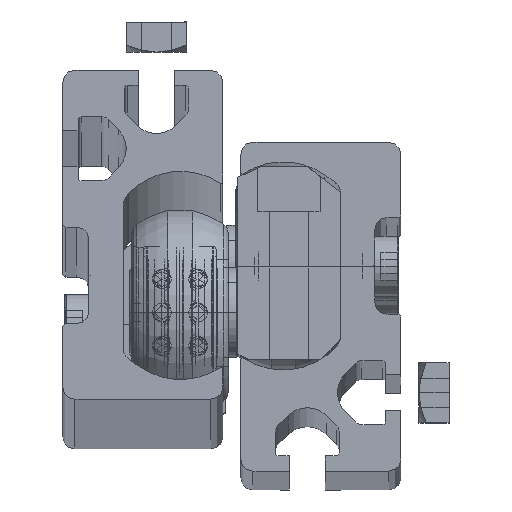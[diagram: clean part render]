
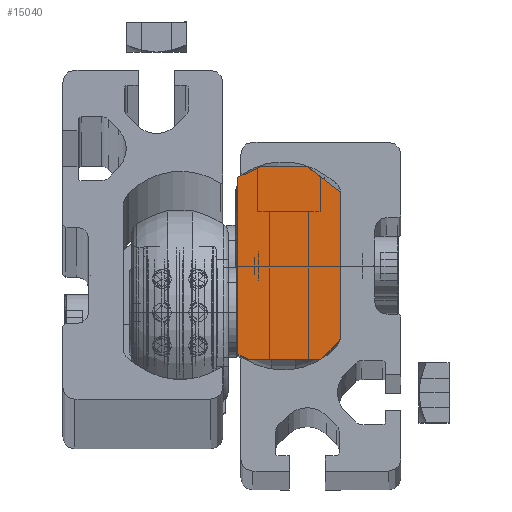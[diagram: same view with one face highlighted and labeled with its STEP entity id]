
A CAD part, top view. The second image highlights one B-rep face of the part: STEP entity #15040.
In plain terms, the highlighted face is planar.
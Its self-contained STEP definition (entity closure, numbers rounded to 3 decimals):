
#682 = VERTEX_POINT ( 'NONE', #1702 ) ;
#702 = CARTESIAN_POINT ( 'NONE',  ( -19., -15.5, -6.7 ) ) ;
#1086 = ORIENTED_EDGE ( 'NONE', *, *, #8313, .T. ) ;
#1231 = EDGE_LOOP ( 'NONE', ( #8954, #7344, #4112, #1086, #4543, #17939, #17866, #8931 ) ) ;
#1355 = EDGE_CURVE ( 'NONE', #682, #8514, #7755, .T. ) ;
#1501 = CARTESIAN_POINT ( 'NONE',  ( -19., -12.2, 8.5 ) ) ;
#1702 = CARTESIAN_POINT ( 'NONE',  ( -19., -15.5, 5.2 ) ) ;
#1759 = VERTEX_POINT ( 'NONE', #17709 ) ;
#1893 = EDGE_CURVE ( 'NONE', #4210, #9492, #10228, .T. ) ;
#2009 = CARTESIAN_POINT ( 'NONE',  ( -19., -12.2, 8.5 ) ) ;
#2318 = DIRECTION ( 'NONE',  ( 0., 0.616, -0.788 ) ) ;
#3041 = VECTOR ( 'NONE', #2318, 1000. ) ;
#3348 = VECTOR ( 'NONE', #10929, 1000. ) ;
#4112 = ORIENTED_EDGE ( 'NONE', *, *, #14174, .T. ) ;
#4175 = VECTOR ( 'NONE', #18875, 1000. ) ;
#4210 = VERTEX_POINT ( 'NONE', #9860 ) ;
#4543 = ORIENTED_EDGE ( 'NONE', *, *, #19469, .T. ) ;
#4941 = PLANE ( 'NONE',  #13988 ) ;
#5482 = VECTOR ( 'NONE', #16725, 1000. ) ;
#6190 = CARTESIAN_POINT ( 'NONE',  ( -19., -15.5, 5.2 ) ) ;
#6213 = VECTOR ( 'NONE', #8874, 1000. ) ;
#7344 = ORIENTED_EDGE ( 'NONE', *, *, #9915, .F. ) ;
#7755 = LINE ( 'NONE', #6190, #4175 ) ;
#7875 = VECTOR ( 'NONE', #15988, 1000. ) ;
#7897 = LINE ( 'NONE', #17257, #3348 ) ;
#8252 = LINE ( 'NONE', #2009, #19785 ) ;
#8274 = DIRECTION ( 'NONE',  ( 0., 0., 1. ) ) ;
#8313 = EDGE_CURVE ( 'NONE', #1759, #19159, #8729, .T. ) ;
#8514 = VERTEX_POINT ( 'NONE', #702 ) ;
#8585 = CARTESIAN_POINT ( 'NONE',  ( -19., -14.661, -8.5 ) ) ;
#8729 = LINE ( 'NONE', #10394, #5482 ) ;
#8874 = DIRECTION ( 'NONE',  ( 0., -0.423, 0.906 ) ) ;
#8931 = ORIENTED_EDGE ( 'NONE', *, *, #16047, .T. ) ;
#8954 = ORIENTED_EDGE ( 'NONE', *, *, #1893, .T. ) ;
#9417 = FACE_OUTER_BOUND ( 'NONE', #1231, .T. ) ;
#9492 = VERTEX_POINT ( 'NONE', #10808 ) ;
#9531 = CARTESIAN_POINT ( 'NONE',  ( -19., -14.661, -8.5 ) ) ;
#9645 = LINE ( 'NONE', #12447, #7875 ) ;
#9860 = CARTESIAN_POINT ( 'NONE',  ( -19., 12.203, 8.5 ) ) ;
#9915 = EDGE_CURVE ( 'NONE', #13438, #9492, #9645, .T. ) ;
#10228 = LINE ( 'NONE', #16564, #3041 ) ;
#10394 = CARTESIAN_POINT ( 'NONE',  ( -19., 14.681, -8.5 ) ) ;
#10808 = CARTESIAN_POINT ( 'NONE',  ( -19., 16.5, 3. ) ) ;
#10929 = DIRECTION ( 'NONE',  ( 0., -0.423, -0.906 ) ) ;
#12326 = DIRECTION ( 'NONE',  ( 0., 1., 0. ) ) ;
#12447 = CARTESIAN_POINT ( 'NONE',  ( -19., 16.5, -4.6 ) ) ;
#12523 = LINE ( 'NONE', #1501, #16699 ) ;
#12642 = CARTESIAN_POINT ( 'NONE',  ( -19., 1.5, 22.2 ) ) ;
#13438 = VERTEX_POINT ( 'NONE', #16805 ) ;
#13988 = AXIS2_PLACEMENT_3D ( 'NONE', #12642, #17406, #8274 ) ;
#14174 = EDGE_CURVE ( 'NONE', #13438, #1759, #7897, .T. ) ;
#15022 = CARTESIAN_POINT ( 'NONE',  ( -19., -12.2, 8.5 ) ) ;
#15040 = ADVANCED_FACE ( 'NONE', ( #9417 ), #4941, .T. ) ;
#15290 = VERTEX_POINT ( 'NONE', #15022 ) ;
#15988 = DIRECTION ( 'NONE',  ( 0., 0., 1. ) ) ;
#16047 = EDGE_CURVE ( 'NONE', #15290, #4210, #12523, .T. ) ;
#16564 = CARTESIAN_POINT ( 'NONE',  ( -19., 12.203, 8.5 ) ) ;
#16699 = VECTOR ( 'NONE', #12326, 1000. ) ;
#16725 = DIRECTION ( 'NONE',  ( 0., -1., 0. ) ) ;
#16805 = CARTESIAN_POINT ( 'NONE',  ( -19., 16.5, -4.6 ) ) ;
#17257 = CARTESIAN_POINT ( 'NONE',  ( -19., 16.5, -4.6 ) ) ;
#17406 = DIRECTION ( 'NONE',  ( -1., 0., 0. ) ) ;
#17497 = DIRECTION ( 'NONE',  ( 0., -0.707, -0.707 ) ) ;
#17709 = CARTESIAN_POINT ( 'NONE',  ( -19., 14.681, -8.5 ) ) ;
#17866 = ORIENTED_EDGE ( 'NONE', *, *, #18726, .F. ) ;
#17939 = ORIENTED_EDGE ( 'NONE', *, *, #1355, .F. ) ;
#18231 = LINE ( 'NONE', #8585, #6213 ) ;
#18726 = EDGE_CURVE ( 'NONE', #15290, #682, #8252, .T. ) ;
#18875 = DIRECTION ( 'NONE',  ( 0., 0., -1. ) ) ;
#19159 = VERTEX_POINT ( 'NONE', #9531 ) ;
#19469 = EDGE_CURVE ( 'NONE', #19159, #8514, #18231, .T. ) ;
#19785 = VECTOR ( 'NONE', #17497, 1000. ) ;
